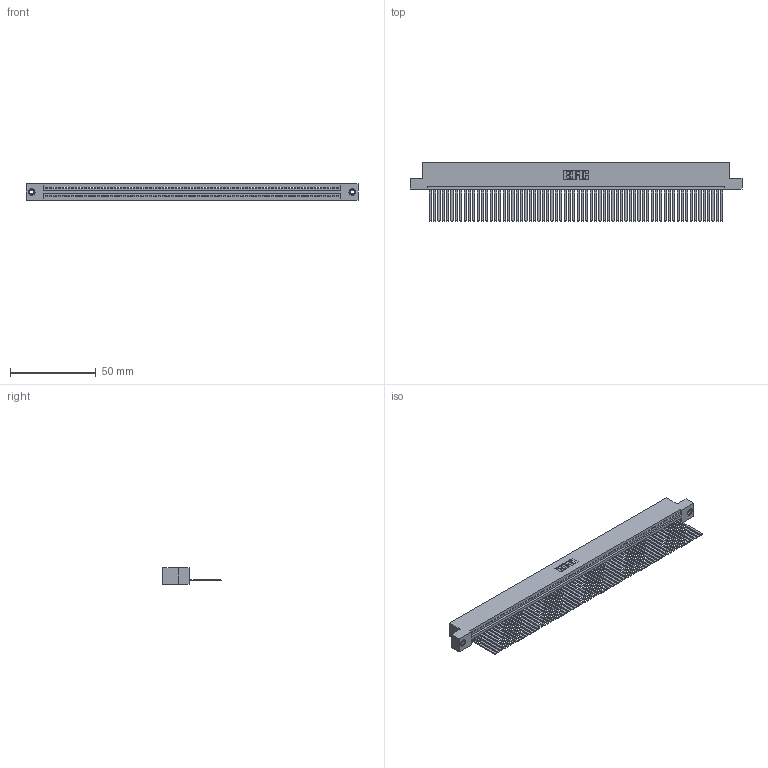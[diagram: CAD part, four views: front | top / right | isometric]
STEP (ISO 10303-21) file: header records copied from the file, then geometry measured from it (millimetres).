
FILE_DESCRIPTION (( 'STEP AP203' ), '1' );
FILE_NAME ('395-068-544-108.STEP', '2019-10-25T18:34:44', ( '' ), ( '' ), 'SwSTEP 2.0', 'SolidWorks 2016', '' );
FILE_SCHEMA (( 'CONFIG_CONTROL_DESIGN' ));
Length unit declared in the file: inch
Products named in the file (4): 345-250-001_345-250-003-102; 395-068-544-108; 345-292-001_345-293-144; 345 Part_Flush Mounting Lugs - 0.156 Dia-TI
Assembly tree (71 placements, depth 2):
  395-068-544-108
    345 Part_Flush Mounting Lugs - 0.156 Dia-TI
    345-292-001_345-293-144  x68
    345-250-001_345-250-003-102  x2
Bounding box: 193.93 x 33.96 x 9.4 mm (x, y, z)
Volume: 19413.6 mm3; surface area: 28535.6 mm2
Topology: 71 solids, 71 shells, 3722 faces, 11221 edges, 7382 vertices
Faces by surface type: plane 2560, cylinder 1146, cone 12, torus 4
Entity records: 48680 total; most frequent: CARTESIAN_POINT 8411, ORIENTED_EDGE 8406, DIRECTION 7333, EDGE_CURVE 4203, VECTOR 3783, LINE 3783, VERTEX_POINT 2796, AXIS2_PLACEMENT_3D 1775
